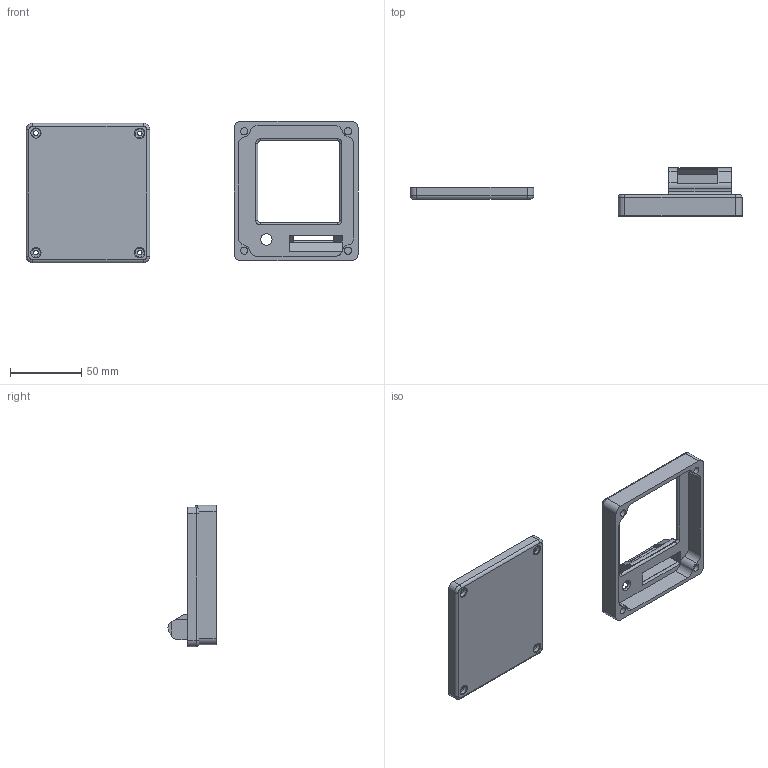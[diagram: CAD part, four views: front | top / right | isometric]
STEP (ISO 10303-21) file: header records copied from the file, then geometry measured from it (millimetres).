
FILE_DESCRIPTION(/* description */ (''),/* implementation_level */ '2;1');
FILE_NAME(/* name */ 'case.step',/* time_stamp */ '2026-01-28T10:34:05+05:30',/* author */ (''),/* organization */ (''),/* preprocessor_version */ 'ST-DEVELOPER v20.1',/* originating_system */ 'Autodesk Translation Framework v14.24.0.0',/* authorisation */ '');
FILE_SCHEMA (('AUTOMOTIVE_DESIGN { 1 0 10303 214 3 1 1 }'));
Length unit declared in the file: millimetre
Products named in the file (1): #5710
Bounding box: 233.5 x 33.84 x 99.41 mm (x, y, z)
Volume: 72208.3 mm3; surface area: 45156.6 mm2
Topology: 2 solids, 2 shells, 183 faces, 470 edges, 304 vertices
Faces by surface type: plane 82, cylinder 78, torus 21, bspline 2
Full cylindrical faces by diameter (mm): 3.2 x4, 5 x8, 6.2 x4, 8 x1
Entity records: 5707 total; most frequent: DIRECTION 1025, CARTESIAN_POINT 1024, ORIENTED_EDGE 940, EDGE_CURVE 470, AXIS2_PLACEMENT_3D 381, VERTEX_POINT 304, LINE 263, VECTOR 263
